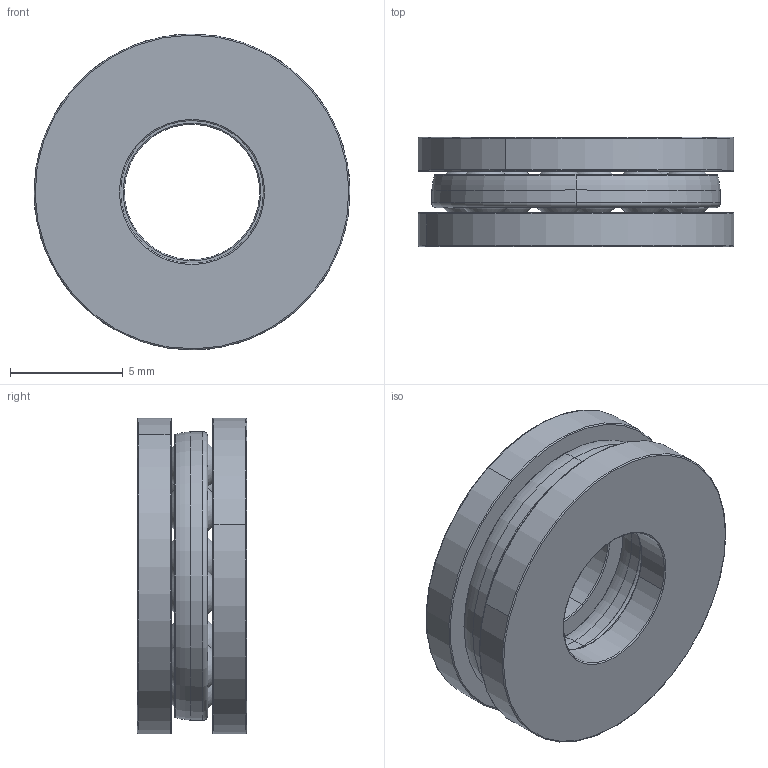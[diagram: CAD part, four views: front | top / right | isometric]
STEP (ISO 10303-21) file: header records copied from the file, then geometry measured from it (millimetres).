
FILE_DESCRIPTION (( 'STEP AP203' ), '1' );
FILE_NAME ('1613-0514-0006 assembly.STEP', '2020-09-22T16:55:53', ( '' ), ( '' ), 'SwSTEP 2.0', 'SolidWorks 2016', '' );
FILE_SCHEMA (( 'CONFIG_CONTROL_DESIGN' ));
Length unit declared in the file: millimetre
Products named in the file (5): 1613-0514-0006 carriage; 1613-0514-0006 washer (6mm ID); 1613-0514-0006 ball; 1613-0514-0006 washer (6.33mm ID); 1613-0514-0006 assembly
Assembly tree (11 placements, depth 2):
  1613-0514-0006 assembly
    1613-0514-0006 carriage
    1613-0514-0006 ball  x8
    1613-0514-0006 washer (6.33mm ID)
    1613-0514-0006 washer (6mm ID)
Bounding box: 14 x 4.84 x 14 mm (x, y, z)
Volume: 440.6 mm3; surface area: 1122.2 mm2
Topology: 11 solids, 11 shells, 164 faces, 400 edges, 244 vertices
Faces by surface type: torus 104, sphere 32, cone 12, plane 8, cylinder 8
Entity records: 5175 total; most frequent: DIRECTION 1000, CARTESIAN_POINT 716, ORIENTED_EDGE 692, AXIS2_PLACEMENT_3D 490, EDGE_CURVE 346, CIRCLE 326, VERTEX_POINT 206, EDGE_LOOP 174
